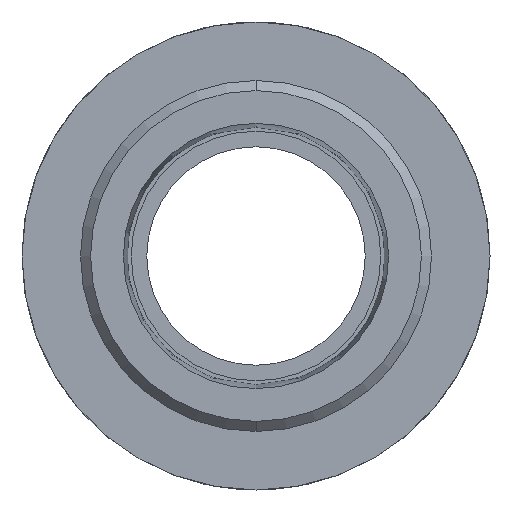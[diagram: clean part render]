
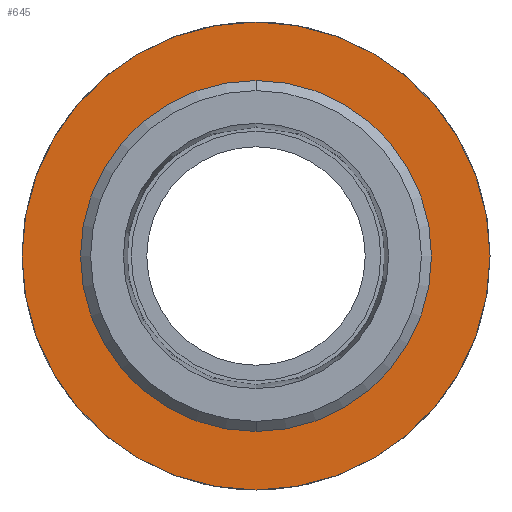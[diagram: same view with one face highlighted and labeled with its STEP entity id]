
A CAD part, front view. The second image highlights one B-rep face of the part: STEP entity #645.
In plain terms, the highlighted planar face has unit normal (0, -1, 0).
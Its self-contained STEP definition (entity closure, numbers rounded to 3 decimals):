
#32 = EDGE_CURVE ( 'NONE', #3023, #539, #222, .T. ) ;
#192 = DIRECTION ( 'NONE',  ( 0., -1., 0. ) ) ;
#201 = DIRECTION ( 'NONE',  ( 0., 0., -1. ) ) ;
#222 = CIRCLE ( 'NONE', #379, 15. ) ;
#368 = EDGE_CURVE ( 'NONE', #3213, #3615, #1020, .T. ) ;
#379 = AXIS2_PLACEMENT_3D ( 'NONE', #1658, #1061, #3098 ) ;
#399 = EDGE_CURVE ( 'NONE', #539, #3023, #2297, .T. ) ;
#433 = EDGE_LOOP ( 'NONE', ( #2347, #1823 ) ) ;
#464 = AXIS2_PLACEMENT_3D ( 'NONE', #3710, #1131, #499 ) ;
#499 = DIRECTION ( 'NONE',  ( 0., 0., -1. ) ) ;
#539 = VERTEX_POINT ( 'NONE', #1261 ) ;
#583 = ORIENTED_EDGE ( 'NONE', *, *, #2079, .F. ) ;
#608 = CARTESIAN_POINT ( 'NONE',  ( 0., 0., 11.25 ) ) ;
#645 = ADVANCED_FACE ( 'NONE', ( #2064, #3069 ), #2255, .T. ) ;
#647 = AXIS2_PLACEMENT_3D ( 'NONE', #768, #2839, #201 ) ;
#687 = DIRECTION ( 'NONE',  ( 0., -1., 0. ) ) ;
#768 = CARTESIAN_POINT ( 'NONE',  ( 0., 0., 0. ) ) ;
#1020 = CIRCLE ( 'NONE', #464, 11.25 ) ;
#1049 = DIRECTION ( 'NONE',  ( 0., 0., -1. ) ) ;
#1061 = DIRECTION ( 'NONE',  ( 0., -1., 0. ) ) ;
#1128 = AXIS2_PLACEMENT_3D ( 'NONE', #3049, #687, #1049 ) ;
#1131 = DIRECTION ( 'NONE',  ( 0., -1., 0. ) ) ;
#1261 = CARTESIAN_POINT ( 'NONE',  ( 0., 0., -15. ) ) ;
#1501 = AXIS2_PLACEMENT_3D ( 'NONE', #3373, #192, #2238 ) ;
#1658 = CARTESIAN_POINT ( 'NONE',  ( 0., 0., 0. ) ) ;
#1823 = ORIENTED_EDGE ( 'NONE', *, *, #32, .T. ) ;
#1948 = CARTESIAN_POINT ( 'NONE',  ( 0., 0., 15. ) ) ;
#2003 = ORIENTED_EDGE ( 'NONE', *, *, #368, .F. ) ;
#2051 = CARTESIAN_POINT ( 'NONE',  ( 0., 0., -11.25 ) ) ;
#2064 = FACE_BOUND ( 'NONE', #2339, .T. ) ;
#2079 = EDGE_CURVE ( 'NONE', #3615, #3213, #3720, .T. ) ;
#2238 = DIRECTION ( 'NONE',  ( 0., 0., -1. ) ) ;
#2255 = PLANE ( 'NONE',  #1501 ) ;
#2297 = CIRCLE ( 'NONE', #647, 15. ) ;
#2339 = EDGE_LOOP ( 'NONE', ( #2003, #583 ) ) ;
#2347 = ORIENTED_EDGE ( 'NONE', *, *, #399, .T. ) ;
#2839 = DIRECTION ( 'NONE',  ( 0., -1., 0. ) ) ;
#3023 = VERTEX_POINT ( 'NONE', #1948 ) ;
#3049 = CARTESIAN_POINT ( 'NONE',  ( 0., 0., 0. ) ) ;
#3069 = FACE_OUTER_BOUND ( 'NONE', #433, .T. ) ;
#3098 = DIRECTION ( 'NONE',  ( 0., 0., -1. ) ) ;
#3213 = VERTEX_POINT ( 'NONE', #2051 ) ;
#3373 = CARTESIAN_POINT ( 'NONE',  ( 10.6, 0., 0. ) ) ;
#3615 = VERTEX_POINT ( 'NONE', #608 ) ;
#3710 = CARTESIAN_POINT ( 'NONE',  ( 0., 0., 0. ) ) ;
#3720 = CIRCLE ( 'NONE', #1128, 11.25 ) ;
